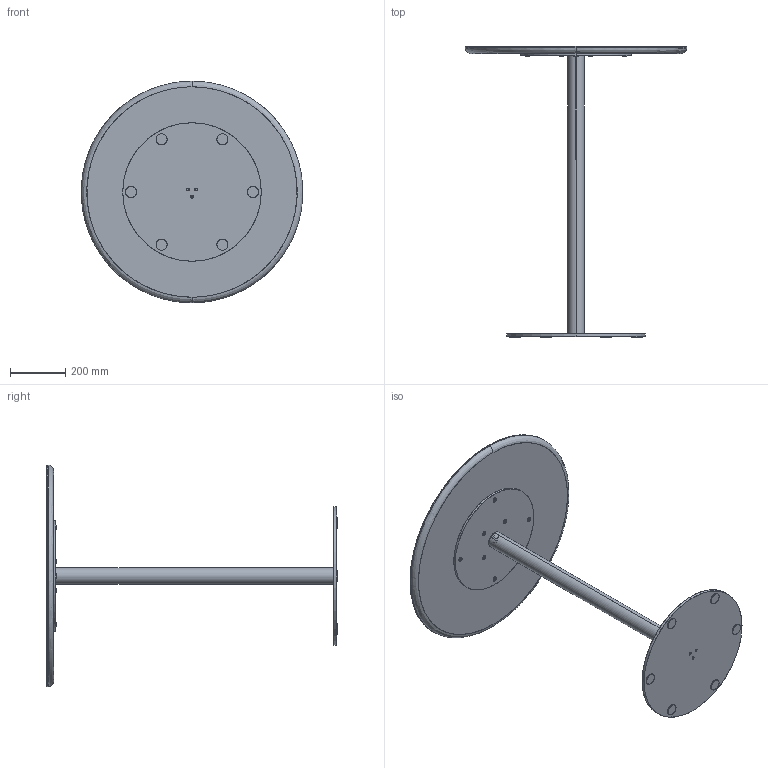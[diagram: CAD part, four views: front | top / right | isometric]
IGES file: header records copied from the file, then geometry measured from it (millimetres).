
Start section: SolidWorks IGES file using analytic representation for surfaces
Global section: file name: Enso Ø80xH105.IGS; native system: SolidWorks 2022; preprocessor: SolidWorks 2022; author: diederickp; date: 250619.144842; units: millimetre
Bounding box: 800 x 1050 x 800 mm (x, y, z)
Surface area: 2240228.2 mm2 (no closed solid volume)
Topology: 0 solids, 0 shells, 973 faces, 14404 edges, 14388 vertices
Faces by surface type: revolution 508, bspline 465
